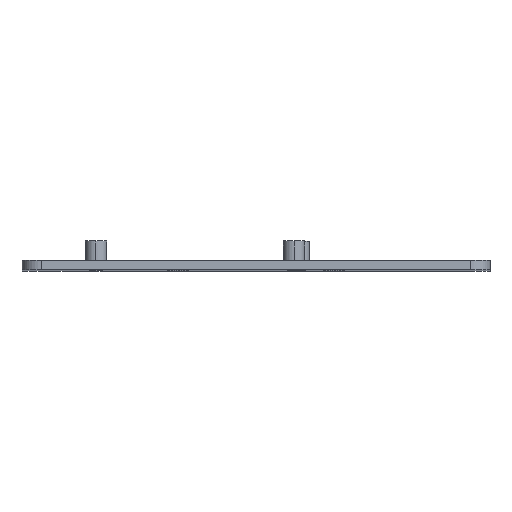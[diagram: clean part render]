
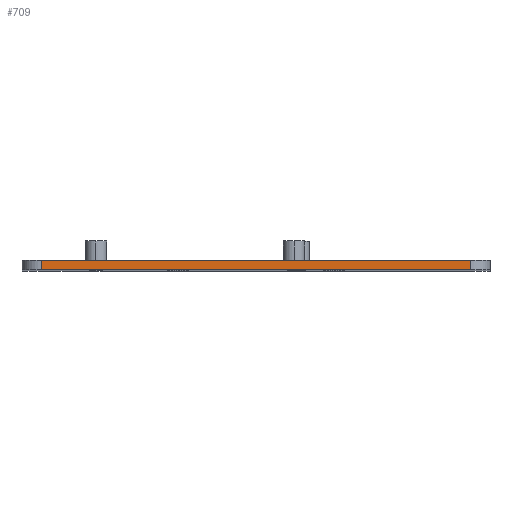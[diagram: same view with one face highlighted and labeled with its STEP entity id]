
A CAD part, top view. The second image highlights one B-rep face of the part: STEP entity #709.
In plain terms, the highlighted planar face has unit normal (0, 0, 1).
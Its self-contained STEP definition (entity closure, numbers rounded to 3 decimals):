
#63 = EDGE_CURVE ( 'NONE', #1117, #489, #824, .T. ) ;
#94 = CARTESIAN_POINT ( 'NONE',  ( -55., 2.5, 87.5 ) ) ;
#234 = CARTESIAN_POINT ( 'NONE',  ( -55., 0., 87.5 ) ) ;
#305 = PLANE ( 'NONE',  #430 ) ;
#337 = VECTOR ( 'NONE', #992, 1000. ) ;
#360 = EDGE_CURVE ( 'NONE', #514, #386, #500, .T. ) ;
#386 = VERTEX_POINT ( 'NONE', #1165 ) ;
#387 = CARTESIAN_POINT ( 'NONE',  ( -55., 2.5, 87.5 ) ) ;
#392 = DIRECTION ( 'NONE',  ( 0., -1., 0. ) ) ;
#414 = VECTOR ( 'NONE', #425, 1000. ) ;
#425 = DIRECTION ( 'NONE',  ( 1., 0., 0. ) ) ;
#430 = AXIS2_PLACEMENT_3D ( 'NONE', #483, #1076, #688 ) ;
#483 = CARTESIAN_POINT ( 'NONE',  ( -60., 2.5, 87.5 ) ) ;
#489 = VERTEX_POINT ( 'NONE', #828 ) ;
#500 = LINE ( 'NONE', #1086, #337 ) ;
#514 = VERTEX_POINT ( 'NONE', #234 ) ;
#569 = LINE ( 'NONE', #782, #1175 ) ;
#688 = DIRECTION ( 'NONE',  ( -1., 0., 0. ) ) ;
#695 = FACE_OUTER_BOUND ( 'NONE', #1050, .T. ) ;
#709 = ADVANCED_FACE ( 'NONE', ( #695 ), #305, .F. ) ;
#719 = CARTESIAN_POINT ( 'NONE',  ( -60., 2.5, 87.5 ) ) ;
#762 = ORIENTED_EDGE ( 'NONE', *, *, #1200, .T. ) ;
#782 = CARTESIAN_POINT ( 'NONE',  ( 55., 2.5, 87.5 ) ) ;
#788 = DIRECTION ( 'NONE',  ( 0., 1., 0. ) ) ;
#824 = LINE ( 'NONE', #719, #414 ) ;
#828 = CARTESIAN_POINT ( 'NONE',  ( 55., 2.5, 87.5 ) ) ;
#830 = VECTOR ( 'NONE', #392, 1000. ) ;
#833 = ORIENTED_EDGE ( 'NONE', *, *, #1156, .T. ) ;
#957 = LINE ( 'NONE', #94, #830 ) ;
#992 = DIRECTION ( 'NONE',  ( 1., 0., 0. ) ) ;
#1016 = ORIENTED_EDGE ( 'NONE', *, *, #360, .T. ) ;
#1050 = EDGE_LOOP ( 'NONE', ( #1211, #762, #1016, #833 ) ) ;
#1076 = DIRECTION ( 'NONE',  ( 0., 0., -1. ) ) ;
#1086 = CARTESIAN_POINT ( 'NONE',  ( -60., 0., 87.5 ) ) ;
#1117 = VERTEX_POINT ( 'NONE', #387 ) ;
#1156 = EDGE_CURVE ( 'NONE', #386, #489, #569, .T. ) ;
#1165 = CARTESIAN_POINT ( 'NONE',  ( 55., 0., 87.5 ) ) ;
#1175 = VECTOR ( 'NONE', #788, 1000. ) ;
#1200 = EDGE_CURVE ( 'NONE', #1117, #514, #957, .T. ) ;
#1211 = ORIENTED_EDGE ( 'NONE', *, *, #63, .F. ) ;
